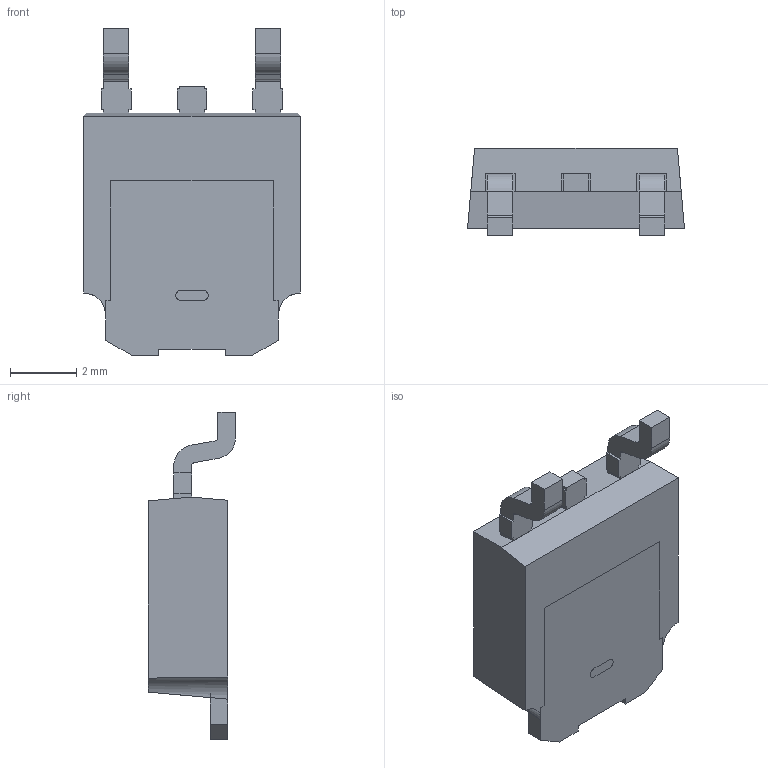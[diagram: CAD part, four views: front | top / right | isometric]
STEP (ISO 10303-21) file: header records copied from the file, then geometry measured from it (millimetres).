
FILE_DESCRIPTION (( 'STEP AP214' ), '1' );
FILE_NAME ('FERD20H100SB-TR.STEP', '2019-06-07T21:58:38', ( '' ), ( '' ), 'SwSTEP 2.0', 'SolidWorks 2017', '' );
FILE_SCHEMA (( 'AUTOMOTIVE_DESIGN' ));
Length unit declared in the file: millimetre
Products named in the file (1): FERD20H100SB-TR
Bounding box: 6.54 x 2.63 x 9.88 mm (x, y, z)
Volume: 95.5 mm3; surface area: 223.4 mm2
Topology: 5 solids, 5 shells, 103 faces, 271 edges, 180 vertices
Faces by surface type: plane 87, cylinder 16
Entity records: 3600 total; most frequent: CARTESIAN_POINT 567, ORIENTED_EDGE 542, DIRECTION 507, EDGE_CURVE 271, VECTOR 235, LINE 235, VERTEX_POINT 180, AXIS2_PLACEMENT_3D 136
